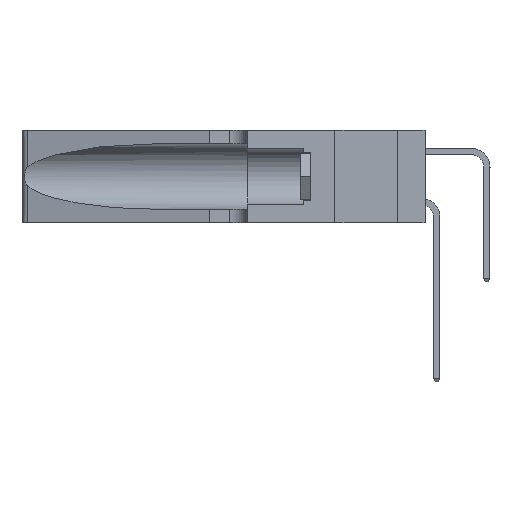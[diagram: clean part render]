
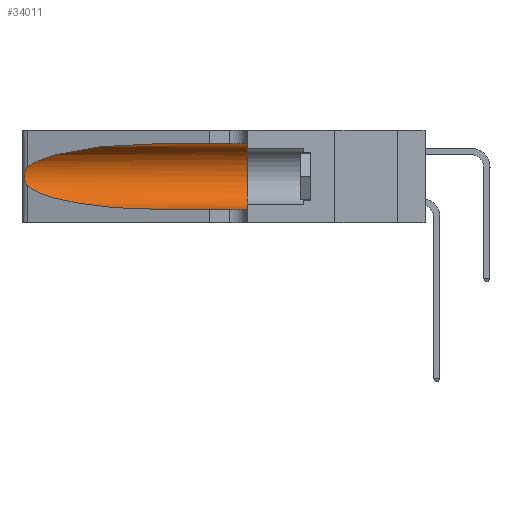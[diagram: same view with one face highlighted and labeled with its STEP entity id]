
A CAD part, left-side view. The second image highlights one B-rep face of the part: STEP entity #34011.
In plain terms, the highlighted cylindrical face has radius 3.308 mm (diameter 6.617 mm), a partial arc.
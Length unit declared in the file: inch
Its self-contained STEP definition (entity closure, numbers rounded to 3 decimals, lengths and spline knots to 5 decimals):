
#688 = LINE ( 'NONE', #6983, #7516 ) ;
#951 = CARTESIAN_POINT ( 'NONE',  ( 0.1305, 0.72297, 0.05475 ) ) ;
#2047 = CARTESIAN_POINT ( 'NONE',  ( 0.25487, 1.22718, 0.22369 ) ) ;
#2171 = CARTESIAN_POINT ( 'NONE',  ( 0.25789, 1.23486, 0.15765 ) ) ;
#2588 = VERTEX_POINT ( 'NONE', #29041 ) ;
#2608 = VERTEX_POINT ( 'NONE', #3492 ) ;
#2773 = DIRECTION ( 'NONE',  ( 0., -1., 0. ) ) ;
#3025 = VERTEX_POINT ( 'NONE', #8320 ) ;
#3118 = ORIENTED_EDGE ( 'NONE', *, *, #12225, .F. ) ;
#3492 = CARTESIAN_POINT ( 'NONE',  ( 0.1305, 0.35, 0.05475 ) ) ;
#3915 = EDGE_CURVE ( 'NONE', #9065, #2608, #28578, .T. ) ;
#4604 = CARTESIAN_POINT ( 'NONE',  ( 0.1305, 0.35, 0.185 ) ) ;
#4759 = CARTESIAN_POINT ( 'NONE',  ( 0.18966, 0.96281, 0.31525 ) ) ;
#5083 = CARTESIAN_POINT ( 'NONE',  ( 0.25555, 1.22993, 0.14849 ) ) ;
#5869 = ORIENTED_EDGE ( 'NONE', *, *, #6598, .F. ) ;
#6598 = EDGE_CURVE ( 'NONE', #7209, #3025, #688, .T. ) ;
#6983 = CARTESIAN_POINT ( 'NONE',  ( 0.1305, 1.61858, 0.31525 ) ) ;
#7209 = VERTEX_POINT ( 'NONE', #34880 ) ;
#7516 = VECTOR ( 'NONE', #29700, 39.37008 ) ;
#7564 = DIRECTION ( 'NONE',  ( 0., 0., 1. ) ) ;
#8320 = CARTESIAN_POINT ( 'NONE',  ( 0.1305, 0.35, 0.31525 ) ) ;
#9041 = ORIENTED_EDGE ( 'NONE', *, *, #3915, .T. ) ;
#9065 = VERTEX_POINT ( 'NONE', #9233 ) ;
#9233 = CARTESIAN_POINT ( 'NONE',  ( 0.1305, 0.72297, 0.05475 ) ) ;
#9596 = CARTESIAN_POINT ( 'NONE',  ( 0.25487, 1.22718, 0.14631 ) ) ;
#10798 = CARTESIAN_POINT ( 'NONE',  ( 0.25787, 1.23484, 0.2124 ) ) ;
#12057 =( BOUNDED_CURVE ( )  B_SPLINE_CURVE ( 3, ( #21938, #4759, #13467, #33281 ),
 .UNSPECIFIED., .F., .F. ) 
 B_SPLINE_CURVE_WITH_KNOTS ( ( 4, 4 ),
 ( 1.5708, 2.84003 ),
 .UNSPECIFIED. ) 
 CURVE ( )  GEOMETRIC_REPRESENTATION_ITEM ( )  RATIONAL_B_SPLINE_CURVE ( ( 1., 0.87, 0.87, 1. ) ) 
 REPRESENTATION_ITEM ( '' )  );
#12225 = EDGE_CURVE ( 'NONE', #3025, #2608, #22100, .T. ) ;
#12870 = EDGE_CURVE ( 'NONE', #30489, #2588, #23223, .T. ) ;
#13467 = CARTESIAN_POINT ( 'NONE',  ( 0.2373, 1.15595, 0.28018 ) ) ;
#13653 = CARTESIAN_POINT ( 'NONE',  ( 0.26018, 1.23835, 0.19895 ) ) ;
#16535 = CARTESIAN_POINT ( 'NONE',  ( 0.26075, 1.23896, 0.178 ) ) ;
#18209 = CARTESIAN_POINT ( 'NONE',  ( 0.18966, 0.96281, 0.05475 ) ) ;
#19400 = CARTESIAN_POINT ( 'NONE',  ( 0.25856, 1.23593, 0.16098 ) ) ;
#21110 = VECTOR ( 'NONE', #23731, 39.37008 ) ;
#21506 = ORIENTED_EDGE ( 'NONE', *, *, #12870, .T. ) ;
#21799 = CYLINDRICAL_SURFACE ( 'NONE', #29533, 0.13025 ) ;
#21938 = CARTESIAN_POINT ( 'NONE',  ( 0.1305, 0.72297, 0.31525 ) ) ;
#22100 = CIRCLE ( 'NONE', #35467, 0.13025 ) ;
#22241 = CARTESIAN_POINT ( 'NONE',  ( 0.25639, 1.23186, 0.15144 ) ) ;
#22821 = CARTESIAN_POINT ( 'NONE',  ( 0.1305, 1.61858, 0.185 ) ) ;
#23223 = B_SPLINE_CURVE_WITH_KNOTS ( 'NONE', 3,
 ( #2047, #30485, #27778, #10798, #30601, #13653, #33475, #16535, #36309, #19400, #2171, #22241, #5083, #25088 ),
 .UNSPECIFIED., .F., .F.,
 ( 4, 2, 2, 2, 2, 2, 4 ),
 ( 0., 0.00027, 0.00053, 0.00107, 0.0016, 0.00187, 0.00214 ),
 .UNSPECIFIED. ) ;
#23289 = ORIENTED_EDGE ( 'NONE', *, *, #32898, .T. ) ;
#23731 = DIRECTION ( 'NONE',  ( 0., -1., 0. ) ) ;
#23934 = EDGE_CURVE ( 'NONE', #7209, #30489, #12057, .T. ) ;
#24618 = DIRECTION ( 'NONE',  ( 0., 1., 0. ) ) ;
#25088 = CARTESIAN_POINT ( 'NONE',  ( 0.25487, 1.22718, 0.14631 ) ) ;
#27231 = ORIENTED_EDGE ( 'NONE', *, *, #23934, .T. ) ;
#27778 = CARTESIAN_POINT ( 'NONE',  ( 0.25639, 1.23184, 0.21858 ) ) ;
#28578 = LINE ( 'NONE', #34959, #21110 ) ;
#29041 = CARTESIAN_POINT ( 'NONE',  ( 0.25487, 1.22718, 0.14631 ) ) ;
#29334 = EDGE_LOOP ( 'NONE', ( #27231, #21506, #23289, #9041, #3118, #5869 ) ) ;
#29533 = AXIS2_PLACEMENT_3D ( 'NONE', #22821, #2773, #36883 ) ;
#29700 = DIRECTION ( 'NONE',  ( 0., -1., 0. ) ) ;
#30485 = CARTESIAN_POINT ( 'NONE',  ( 0.25555, 1.22994, 0.2215 ) ) ;
#30489 = VERTEX_POINT ( 'NONE', #35242 ) ;
#30601 = CARTESIAN_POINT ( 'NONE',  ( 0.25854, 1.2359, 0.20912 ) ) ;
#32255 = CARTESIAN_POINT ( 'NONE',  ( 0.2373, 1.15595, 0.08982 ) ) ;
#32898 = EDGE_CURVE ( 'NONE', #2588, #9065, #32949, .T. ) ;
#32949 =( BOUNDED_CURVE ( )  B_SPLINE_CURVE ( 3, ( #9596, #32255, #18209, #951 ),
 .UNSPECIFIED., .F., .T. ) 
 B_SPLINE_CURVE_WITH_KNOTS ( ( 4, 4 ),
 ( 3.44316, 4.71239 ),
 .UNSPECIFIED. ) 
 CURVE ( )  GEOMETRIC_REPRESENTATION_ITEM ( )  RATIONAL_B_SPLINE_CURVE ( ( 1., 0.87, 0.87, 1. ) ) 
 REPRESENTATION_ITEM ( '' )  );
#33281 = CARTESIAN_POINT ( 'NONE',  ( 0.25487, 1.22718, 0.22369 ) ) ;
#33475 = CARTESIAN_POINT ( 'NONE',  ( 0.26075, 1.23896, 0.19203 ) ) ;
#34011 = ADVANCED_FACE ( 'NONE', ( #36808 ), #21799, .F. ) ;
#34880 = CARTESIAN_POINT ( 'NONE',  ( 0.1305, 0.72297, 0.31525 ) ) ;
#34959 = CARTESIAN_POINT ( 'NONE',  ( 0.1305, 1.61858, 0.05475 ) ) ;
#35242 = CARTESIAN_POINT ( 'NONE',  ( 0.25487, 1.22718, 0.22369 ) ) ;
#35467 = AXIS2_PLACEMENT_3D ( 'NONE', #4604, #24618, #7564 ) ;
#36309 = CARTESIAN_POINT ( 'NONE',  ( 0.26017, 1.23833, 0.17102 ) ) ;
#36808 = FACE_OUTER_BOUND ( 'NONE', #29334, .T. ) ;
#36883 = DIRECTION ( 'NONE',  ( 0., 0., -1. ) ) ;
